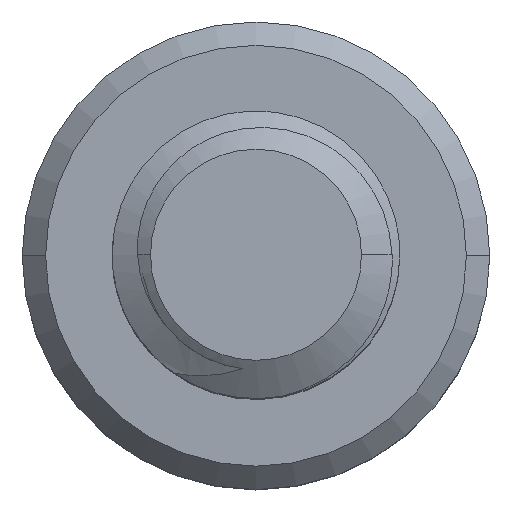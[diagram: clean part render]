
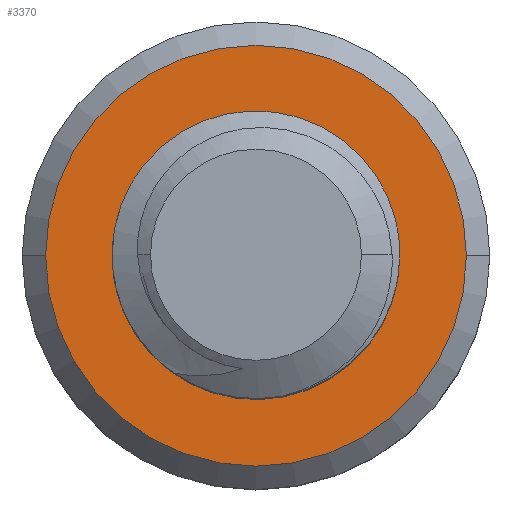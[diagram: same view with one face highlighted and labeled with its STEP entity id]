
A CAD part, top view. The second image highlights one B-rep face of the part: STEP entity #3370.
In plain terms, the highlighted planar face has unit normal (0, 0, 1).
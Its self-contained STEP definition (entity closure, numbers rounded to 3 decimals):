
#75 = ORIENTED_EDGE ( 'NONE', *, *, #2889, .T. ) ;
#112 = EDGE_LOOP ( 'NONE', ( #2698, #3942, #1466, #3600, #574, #161 ) ) ;
#161 = ORIENTED_EDGE ( 'NONE', *, *, #977, .F. ) ;
#173 = B_SPLINE_CURVE_WITH_KNOTS ( 'NONE', 3,
 ( #538, #3572, #3304, #1734, #2046, #2965, #1465, #3276, #2664, #2979, #1141, #3594, #3961, #2705, #2121, #2405, #1505, #292, #2432, #877, #306, #3654 ),
 .UNSPECIFIED., .F., .F.,
 ( 4, 2, 2, 2, 2, 2, 2, 2, 2, 2, 4 ),
 ( 0., 0.001, 0.002, 0.003, 0.004, 0.005, 0.005, 0.006, 0.006, 0.007, 0.009 ),
 .UNSPECIFIED. ) ;
#292 = CARTESIAN_POINT ( 'NONE',  ( -2.338, -3.076, -16. ) ) ;
#306 = CARTESIAN_POINT ( 'NONE',  ( -3.385, -2.107, -16. ) ) ;
#358 = DIRECTION ( 'NONE',  ( -1., 0., 0. ) ) ;
#411 = CARTESIAN_POINT ( 'NONE',  ( -3.503, 1.84, -16. ) ) ;
#458 = EDGE_LOOP ( 'NONE', ( #588, #75 ) ) ;
#469 = CARTESIAN_POINT ( 'NONE',  ( -0.179, 3.583, -16. ) ) ;
#495 = CARTESIAN_POINT ( 'NONE',  ( 2.42, 2.219, -16. ) ) ;
#509 = CARTESIAN_POINT ( 'NONE',  ( 2.704, 1.763, -16. ) ) ;
#529 = CARTESIAN_POINT ( 'NONE',  ( -3.816, 1.2, -16. ) ) ;
#538 = CARTESIAN_POINT ( 'NONE',  ( 3.041, -0.956, -16. ) ) ;
#547 = DIRECTION ( 'NONE',  ( 1., 0., 0. ) ) ;
#574 = ORIENTED_EDGE ( 'NONE', *, *, #1872, .T. ) ;
#588 = ORIENTED_EDGE ( 'NONE', *, *, #1042, .T. ) ;
#594 = DIRECTION ( 'NONE',  ( -1., 0., 0. ) ) ;
#606 = CARTESIAN_POINT ( 'NONE',  ( -5.85, 0., -16. ) ) ;
#617 = VERTEX_POINT ( 'NONE', #2841 ) ;
#631 = DIRECTION ( 'NONE',  ( 1., 0., 0. ) ) ;
#703 = CARTESIAN_POINT ( 'NONE',  ( -3.057, 2.399, -16. ) ) ;
#732 = AXIS2_PLACEMENT_3D ( 'NONE', #2165, #2736, #594 ) ;
#759 = CARTESIAN_POINT ( 'NONE',  ( 2.783, 1.603, -16. ) ) ;
#785 = CIRCLE ( 'NONE', #3191, 3.188 ) ;
#798 = CARTESIAN_POINT ( 'NONE',  ( -1.914, 3.245, -16. ) ) ;
#809 = CARTESIAN_POINT ( 'NONE',  ( 1.809, 2.869, -16. ) ) ;
#824 = VERTEX_POINT ( 'NONE', #606 ) ;
#877 = CARTESIAN_POINT ( 'NONE',  ( -3.158, -2.388, -16. ) ) ;
#904 = CIRCLE ( 'NONE', #1324, 3.188 ) ;
#945 = CARTESIAN_POINT ( 'NONE',  ( 0., 0., -16. ) ) ;
#977 = EDGE_CURVE ( 'NONE', #617, #2496, #1361, .T. ) ;
#1000 = CIRCLE ( 'NONE', #2556, 5.85 ) ;
#1003 = DIRECTION ( 'NONE',  ( 0., 0., -1. ) ) ;
#1042 = EDGE_CURVE ( 'NONE', #824, #1484, #3184, .T. ) ;
#1052 = B_SPLINE_CURVE_WITH_KNOTS ( 'NONE', 3,
 ( #2870, #1655, #411, #3179, #703, #1675, #2960, #3248, #798, #2301, #3876, #2343, #3824, #1713, #469, #3860, #2004, #3836, #1727, #809, #2918, #495, #1121, #509, #759, #2331 ),
 .UNSPECIFIED., .F., .F.,
 ( 4, 2, 2, 2, 2, 2, 2, 2, 2, 2, 2, 2, 4 ),
 ( 0., 0.001, 0.002, 0.002, 0.003, 0.004, 0.004, 0.005, 0.005, 0.006, 0.007, 0.008, 0.009 ),
 .UNSPECIFIED. ) ;
#1071 = VERTEX_POINT ( 'NONE', #2251 ) ;
#1121 = CARTESIAN_POINT ( 'NONE',  ( 2.523, 2.071, -16. ) ) ;
#1141 = CARTESIAN_POINT ( 'NONE',  ( -0.304, -3.639, -16. ) ) ;
#1282 = VERTEX_POINT ( 'NONE', #529 ) ;
#1296 = DIRECTION ( 'NONE',  ( -1., 0., 0. ) ) ;
#1324 = AXIS2_PLACEMENT_3D ( 'NONE', #3402, #1003, #1392 ) ;
#1361 = CIRCLE ( 'NONE', #2592, 4. ) ;
#1392 = DIRECTION ( 'NONE',  ( 1., 0., 0. ) ) ;
#1398 = DIRECTION ( 'NONE',  ( 0., 0., -1. ) ) ;
#1465 = CARTESIAN_POINT ( 'NONE',  ( 1.412, -3.201, -16. ) ) ;
#1466 = ORIENTED_EDGE ( 'NONE', *, *, #1479, .T. ) ;
#1479 = EDGE_CURVE ( 'NONE', #1502, #1837, #785, .T. ) ;
#1484 = VERTEX_POINT ( 'NONE', #3251 ) ;
#1502 = VERTEX_POINT ( 'NONE', #3891 ) ;
#1505 = CARTESIAN_POINT ( 'NONE',  ( -1.863, -3.314, -16. ) ) ;
#1655 = CARTESIAN_POINT ( 'NONE',  ( -3.679, 1.532, -16. ) ) ;
#1675 = CARTESIAN_POINT ( 'NONE',  ( -2.802, 2.648, -16. ) ) ;
#1713 = CARTESIAN_POINT ( 'NONE',  ( -0.357, 3.585, -16. ) ) ;
#1727 = CARTESIAN_POINT ( 'NONE',  ( 1.2, 3.253, -16. ) ) ;
#1734 = CARTESIAN_POINT ( 'NONE',  ( 2.474, -2.259, -16. ) ) ;
#1837 = VERTEX_POINT ( 'NONE', #2677 ) ;
#1872 = EDGE_CURVE ( 'NONE', #1071, #2496, #173, .T. ) ;
#1882 = DIRECTION ( 'NONE',  ( 1., 0., 0. ) ) ;
#1970 = DIRECTION ( 'NONE',  ( 0., 0., 1. ) ) ;
#2004 = CARTESIAN_POINT ( 'NONE',  ( 0.353, 3.522, -16. ) ) ;
#2035 = AXIS2_PLACEMENT_3D ( 'NONE', #2845, #1970, #1296 ) ;
#2046 = CARTESIAN_POINT ( 'NONE',  ( 2.248, -2.534, -16. ) ) ;
#2121 = CARTESIAN_POINT ( 'NONE',  ( -1.362, -3.495, -16. ) ) ;
#2125 = PLANE ( 'NONE',  #732 ) ;
#2153 = CARTESIAN_POINT ( 'NONE',  ( 0., 0., -16. ) ) ;
#2165 = CARTESIAN_POINT ( 'NONE',  ( 0., 0., -16. ) ) ;
#2198 = EDGE_CURVE ( 'NONE', #1837, #1071, #904, .T. ) ;
#2251 = CARTESIAN_POINT ( 'NONE',  ( 3.041, -0.956, -16. ) ) ;
#2301 = CARTESIAN_POINT ( 'NONE',  ( -1.413, 3.424, -16. ) ) ;
#2331 = CARTESIAN_POINT ( 'NONE',  ( 2.847, 1.435, -16. ) ) ;
#2343 = CARTESIAN_POINT ( 'NONE',  ( -0.892, 3.542, -16. ) ) ;
#2370 = CARTESIAN_POINT ( 'NONE',  ( -3.572, -1.8, -16. ) ) ;
#2405 = CARTESIAN_POINT ( 'NONE',  ( -1.699, -3.382, -16. ) ) ;
#2432 = CARTESIAN_POINT ( 'NONE',  ( -2.637, -2.869, -16. ) ) ;
#2463 = DIRECTION ( 'NONE',  ( 0., 0., 1. ) ) ;
#2496 = VERTEX_POINT ( 'NONE', #2370 ) ;
#2523 = CARTESIAN_POINT ( 'NONE',  ( 0., 0., -16. ) ) ;
#2556 = AXIS2_PLACEMENT_3D ( 'NONE', #945, #2820, #358 ) ;
#2592 = AXIS2_PLACEMENT_3D ( 'NONE', #2153, #2463, #631 ) ;
#2664 = CARTESIAN_POINT ( 'NONE',  ( 0.41, -3.58, -16. ) ) ;
#2674 = CARTESIAN_POINT ( 'NONE',  ( 0., 0., -16. ) ) ;
#2677 = CARTESIAN_POINT ( 'NONE',  ( 3.188, 0., -16. ) ) ;
#2698 = ORIENTED_EDGE ( 'NONE', *, *, #3514, .F. ) ;
#2705 = CARTESIAN_POINT ( 'NONE',  ( -1.187, -3.54, -16. ) ) ;
#2736 = DIRECTION ( 'NONE',  ( 0., 0., -1. ) ) ;
#2820 = DIRECTION ( 'NONE',  ( 0., 0., 1. ) ) ;
#2841 = CARTESIAN_POINT ( 'NONE',  ( -4., 0., -16. ) ) ;
#2845 = CARTESIAN_POINT ( 'NONE',  ( 0., 0., -16. ) ) ;
#2870 = CARTESIAN_POINT ( 'NONE',  ( -3.816, 1.2, -16. ) ) ;
#2889 = EDGE_CURVE ( 'NONE', #1484, #824, #1000, .T. ) ;
#2903 = FACE_OUTER_BOUND ( 'NONE', #458, .T. ) ;
#2918 = CARTESIAN_POINT ( 'NONE',  ( 2.077, 2.634, -16. ) ) ;
#2960 = CARTESIAN_POINT ( 'NONE',  ( -2.666, 2.762, -16. ) ) ;
#2965 = CARTESIAN_POINT ( 'NONE',  ( 1.71, -3.01, -16. ) ) ;
#2979 = CARTESIAN_POINT ( 'NONE',  ( -0.124, -3.634, -16. ) ) ;
#3094 = EDGE_CURVE ( 'NONE', #1282, #1502, #1052, .T. ) ;
#3179 = CARTESIAN_POINT ( 'NONE',  ( -3.177, 2.264, -16. ) ) ;
#3184 = CIRCLE ( 'NONE', #2035, 5.85 ) ;
#3191 = AXIS2_PLACEMENT_3D ( 'NONE', #2674, #1398, #547 ) ;
#3248 = CARTESIAN_POINT ( 'NONE',  ( -2.236, 3.075, -16. ) ) ;
#3251 = CARTESIAN_POINT ( 'NONE',  ( 5.85, 0., -16. ) ) ;
#3276 = CARTESIAN_POINT ( 'NONE',  ( 0.754, -3.489, -16. ) ) ;
#3289 = CIRCLE ( 'NONE', #3639, 4. ) ;
#3304 = CARTESIAN_POINT ( 'NONE',  ( 2.839, -1.641, -16. ) ) ;
#3370 = ADVANCED_FACE ( 'NONE', ( #2903, #3627 ), #2125, .F. ) ;
#3400 = DIRECTION ( 'NONE',  ( 0., 0., 1. ) ) ;
#3402 = CARTESIAN_POINT ( 'NONE',  ( 0., 0., -16. ) ) ;
#3514 = EDGE_CURVE ( 'NONE', #1282, #617, #3289, .T. ) ;
#3572 = CARTESIAN_POINT ( 'NONE',  ( 2.971, -1.31, -16. ) ) ;
#3594 = CARTESIAN_POINT ( 'NONE',  ( -0.659, -3.625, -16. ) ) ;
#3600 = ORIENTED_EDGE ( 'NONE', *, *, #2198, .T. ) ;
#3627 = FACE_BOUND ( 'NONE', #112, .T. ) ;
#3639 = AXIS2_PLACEMENT_3D ( 'NONE', #2523, #3400, #1882 ) ;
#3654 = CARTESIAN_POINT ( 'NONE',  ( -3.572, -1.8, -16. ) ) ;
#3824 = CARTESIAN_POINT ( 'NONE',  ( -0.712, 3.566, -16. ) ) ;
#3836 = CARTESIAN_POINT ( 'NONE',  ( 0.874, 3.392, -16. ) ) ;
#3860 = CARTESIAN_POINT ( 'NONE',  ( 0.175, 3.552, -16. ) ) ;
#3876 = CARTESIAN_POINT ( 'NONE',  ( -1.242, 3.472, -16. ) ) ;
#3891 = CARTESIAN_POINT ( 'NONE',  ( 2.847, 1.435, -16. ) ) ;
#3942 = ORIENTED_EDGE ( 'NONE', *, *, #3094, .T. ) ;
#3961 = CARTESIAN_POINT ( 'NONE',  ( -0.836, -3.605, -16. ) ) ;
